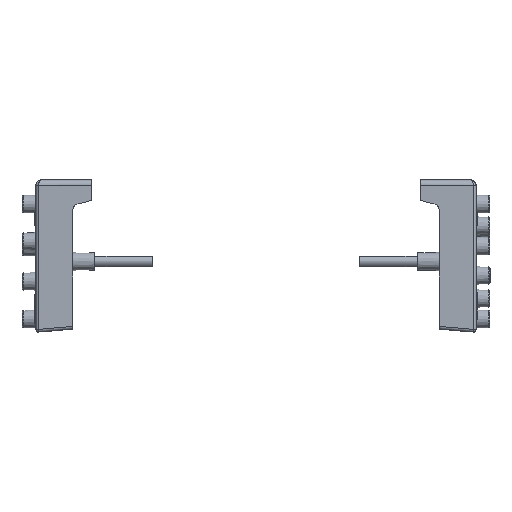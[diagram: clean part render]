
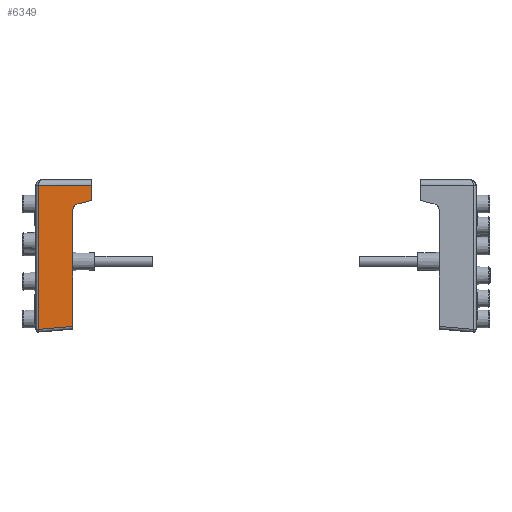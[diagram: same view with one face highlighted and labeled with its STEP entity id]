
A CAD part, left-side view. The second image highlights one B-rep face of the part: STEP entity #6349.
In plain terms, the highlighted planar face has unit normal (-1, 0, 0).
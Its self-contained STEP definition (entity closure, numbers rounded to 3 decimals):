
#1158=LINE('',#31040,#3242);
#1201=LINE('',#31170,#3285);
#1213=LINE('',#31193,#3297);
#1528=LINE('',#32523,#3612);
#1529=LINE('',#32525,#3613);
#1530=LINE('',#32526,#3614);
#3242=VECTOR('',#24862,1.);
#3285=VECTOR('',#24973,1.);
#3297=VECTOR('',#24993,1.);
#3612=VECTOR('',#25720,1.);
#3613=VECTOR('',#25721,1.);
#3614=VECTOR('',#25722,1.);
#6349=ADVANCED_FACE('',(#8002),#7227,.T.);
#7227=PLANE('',#22158);
#8002=FACE_OUTER_BOUND('',#9124,.T.);
#9124=EDGE_LOOP('',(#12647,#12648,#12649,#12650,#12651,#12652,#12653));
#12647=ORIENTED_EDGE('',*,*,#19347,.F.);
#12648=ORIENTED_EDGE('',*,*,#19348,.F.);
#12649=ORIENTED_EDGE('',*,*,#18874,.F.);
#12650=ORIENTED_EDGE('',*,*,#18947,.F.);
#12651=ORIENTED_EDGE('',*,*,#18944,.T.);
#12652=ORIENTED_EDGE('',*,*,#18932,.F.);
#12653=ORIENTED_EDGE('',*,*,#19349,.F.);
#16053=VERTEX_POINT('',#29625);
#16495=VERTEX_POINT('',#31032);
#16498=VERTEX_POINT('',#31039);
#16535=VERTEX_POINT('',#31169);
#16536=VERTEX_POINT('',#31171);
#16543=VERTEX_POINT('',#31194);
#16739=VERTEX_POINT('',#32524);
#18874=EDGE_CURVE('',#16498,#16495,#1158,.T.);
#18932=EDGE_CURVE('',#16535,#16536,#1201,.T.);
#18944=EDGE_CURVE('',#16543,#16536,#1213,.T.);
#18947=EDGE_CURVE('',#16543,#16498,#21108,.T.);
#19347=EDGE_CURVE('',#16053,#16739,#1528,.T.);
#19348=EDGE_CURVE('',#16495,#16053,#1529,.T.);
#19349=EDGE_CURVE('',#16739,#16535,#1530,.T.);
#21108=CIRCLE('',#21954,1.);
#21954=AXIS2_PLACEMENT_3D('',#31198,#24999,#25000);
#22158=AXIS2_PLACEMENT_3D('',#32527,#25723,#25724);
#24862=DIRECTION('',(0.,0.,-1.));
#24973=DIRECTION('',(0.,0.,-1.));
#24993=DIRECTION('',(0.,-0.966,0.259));
#24999=DIRECTION('',(-1.,0.,0.));
#25000=DIRECTION('',(0.,0.793,0.609));
#25720=DIRECTION('',(0.,0.,1.));
#25721=DIRECTION('',(0.,0.996,-0.087));
#25722=DIRECTION('',(0.,-1.,0.));
#25723=DIRECTION('',(-1.,0.,0.));
#25724=DIRECTION('',(0.,1.,0.));
#29625=CARTESIAN_POINT('',(-22.5,40.5,47.579));
#31032=CARTESIAN_POINT('',(-22.5,34.1,48.139));
#31039=CARTESIAN_POINT('',(-22.5,34.1,69.928));
#31040=CARTESIAN_POINT('',(-22.5,34.1,75.433));
#31169=CARTESIAN_POINT('',(-22.5,30.6,74.433));
#31170=CARTESIAN_POINT('',(-22.5,30.6,75.433));
#31171=CARTESIAN_POINT('',(-22.5,30.6,71.633));
#31193=CARTESIAN_POINT('',(-22.5,32.603,71.097));
#31194=CARTESIAN_POINT('',(-22.5,33.359,70.894));
#31198=CARTESIAN_POINT('',(-22.5,33.1,69.928));
#32523=CARTESIAN_POINT('',(-22.5,40.5,68.333));
#32524=CARTESIAN_POINT('',(-22.5,40.5,74.433));
#32525=CARTESIAN_POINT('',(-22.5,32.95,48.239));
#32526=CARTESIAN_POINT('',(-22.5,34.1,74.433));
#32527=CARTESIAN_POINT('',(-22.5,34.1,75.433));
